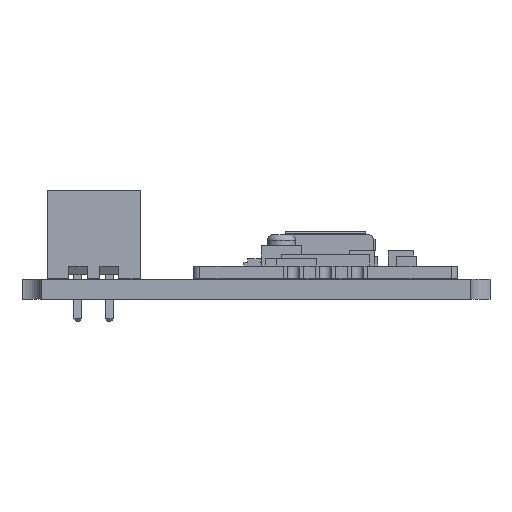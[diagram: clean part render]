
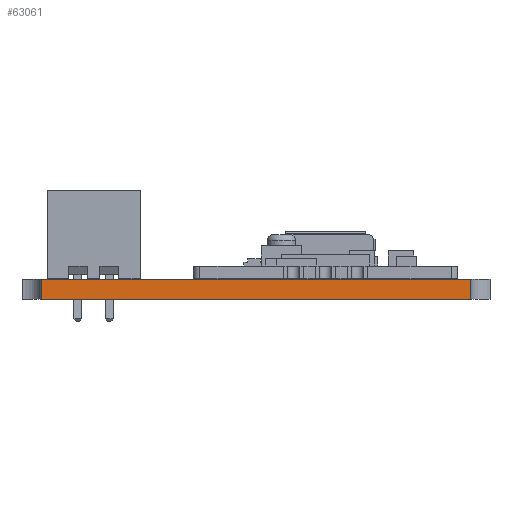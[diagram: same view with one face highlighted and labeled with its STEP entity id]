
A CAD part, front view. The second image highlights one B-rep face of the part: STEP entity #63061.
In plain terms, the highlighted planar face has unit normal (0, -1, 0).
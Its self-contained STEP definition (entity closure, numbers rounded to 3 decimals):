
#58428 = CYLINDRICAL_SURFACE('',#58429,1.524);
#58429 = AXIS2_PLACEMENT_3D('',#58430,#58431,#58432);
#58430 = CARTESIAN_POINT('',(143.51,-120.523,0.));
#58431 = DIRECTION('',(-0.,-0.,-1.));
#58432 = DIRECTION('',(1.,0.,-0.));
#58456 = PLANE('',#58457);
#58457 = AXIS2_PLACEMENT_3D('',#58458,#58459,#58460);
#58458 = CARTESIAN_POINT('',(162.116,-94.425,1.6));
#58459 = DIRECTION('',(-0.,-0.,-1.));
#58460 = DIRECTION('',(-1.,0.,0.));
#58510 = PLANE('',#58511);
#58511 = AXIS2_PLACEMENT_3D('',#58512,#58513,#58514);
#58512 = CARTESIAN_POINT('',(162.116,-94.425,0.));
#58513 = DIRECTION('',(-0.,-0.,-1.));
#58514 = DIRECTION('',(-1.,0.,0.));
#58525 = EDGE_CURVE('',#58526,#58528,#58530,.T.);
#58526 = VERTEX_POINT('',#58527);
#58527 = CARTESIAN_POINT('',(145.034,-120.523,0.));
#58528 = VERTEX_POINT('',#58529);
#58529 = CARTESIAN_POINT('',(145.034,-120.523,1.6));
#58530 = SURFACE_CURVE('',#58531,(#58535,#58542),.PCURVE_S1.);
#58531 = LINE('',#58532,#58533);
#58532 = CARTESIAN_POINT('',(145.034,-120.523,0.));
#58533 = VECTOR('',#58534,1.);
#58534 = DIRECTION('',(0.,0.,1.));
#58535 = PCURVE('',#58428,#58536);
#58536 = DEFINITIONAL_REPRESENTATION('',(#58537),#58541);
#58537 = LINE('',#58538,#58539);
#58538 = CARTESIAN_POINT('',(-0.,0.));
#58539 = VECTOR('',#58540,1.);
#58540 = DIRECTION('',(-0.,-1.));
#58541 = ( GEOMETRIC_REPRESENTATION_CONTEXT(2) 
PARAMETRIC_REPRESENTATION_CONTEXT() REPRESENTATION_CONTEXT('2D SPACE',''
  ) );
#58542 = PCURVE('',#58543,#58548);
#58543 = PLANE('',#58544);
#58544 = AXIS2_PLACEMENT_3D('',#58545,#58546,#58547);
#58545 = CARTESIAN_POINT('',(179.197,-120.523,0.));
#58546 = DIRECTION('',(0.,-1.,0.));
#58547 = DIRECTION('',(-1.,0.,0.));
#58548 = DEFINITIONAL_REPRESENTATION('',(#58549),#58553);
#58549 = LINE('',#58550,#58551);
#58550 = CARTESIAN_POINT('',(34.163,0.));
#58551 = VECTOR('',#58552,1.);
#58552 = DIRECTION('',(0.,-1.));
#58553 = ( GEOMETRIC_REPRESENTATION_CONTEXT(2) 
PARAMETRIC_REPRESENTATION_CONTEXT() REPRESENTATION_CONTEXT('2D SPACE',''
  ) );
#58784 = VERTEX_POINT('',#58785);
#58785 = CARTESIAN_POINT('',(179.197,-120.523,0.));
#58804 = CYLINDRICAL_SURFACE('',#58805,1.524);
#58805 = AXIS2_PLACEMENT_3D('',#58806,#58807,#58808);
#58806 = CARTESIAN_POINT('',(180.721,-120.523,0.));
#58807 = DIRECTION('',(-0.,-0.,-1.));
#58808 = DIRECTION('',(1.,0.,-0.));
#58816 = EDGE_CURVE('',#58784,#58526,#58817,.T.);
#58817 = SURFACE_CURVE('',#58818,(#58822,#58829),.PCURVE_S1.);
#58818 = LINE('',#58819,#58820);
#58819 = CARTESIAN_POINT('',(179.197,-120.523,0.));
#58820 = VECTOR('',#58821,1.);
#58821 = DIRECTION('',(-1.,0.,0.));
#58822 = PCURVE('',#58510,#58823);
#58823 = DEFINITIONAL_REPRESENTATION('',(#58824),#58828);
#58824 = LINE('',#58825,#58826);
#58825 = CARTESIAN_POINT('',(-17.082,-26.099));
#58826 = VECTOR('',#58827,1.);
#58827 = DIRECTION('',(1.,0.));
#58828 = ( GEOMETRIC_REPRESENTATION_CONTEXT(2) 
PARAMETRIC_REPRESENTATION_CONTEXT() REPRESENTATION_CONTEXT('2D SPACE',''
  ) );
#58829 = PCURVE('',#58543,#58830);
#58830 = DEFINITIONAL_REPRESENTATION('',(#58831),#58835);
#58831 = LINE('',#58832,#58833);
#58832 = CARTESIAN_POINT('',(0.,-0.));
#58833 = VECTOR('',#58834,1.);
#58834 = DIRECTION('',(1.,0.));
#58835 = ( GEOMETRIC_REPRESENTATION_CONTEXT(2) 
PARAMETRIC_REPRESENTATION_CONTEXT() REPRESENTATION_CONTEXT('2D SPACE',''
  ) );
#61123 = VERTEX_POINT('',#61124);
#61124 = CARTESIAN_POINT('',(179.197,-120.523,1.6));
#61150 = EDGE_CURVE('',#61123,#58528,#61151,.T.);
#61151 = SURFACE_CURVE('',#61152,(#61156,#61163),.PCURVE_S1.);
#61152 = LINE('',#61153,#61154);
#61153 = CARTESIAN_POINT('',(179.197,-120.523,1.6));
#61154 = VECTOR('',#61155,1.);
#61155 = DIRECTION('',(-1.,0.,0.));
#61156 = PCURVE('',#58456,#61157);
#61157 = DEFINITIONAL_REPRESENTATION('',(#61158),#61162);
#61158 = LINE('',#61159,#61160);
#61159 = CARTESIAN_POINT('',(-17.082,-26.099));
#61160 = VECTOR('',#61161,1.);
#61161 = DIRECTION('',(1.,0.));
#61162 = ( GEOMETRIC_REPRESENTATION_CONTEXT(2) 
PARAMETRIC_REPRESENTATION_CONTEXT() REPRESENTATION_CONTEXT('2D SPACE',''
  ) );
#61163 = PCURVE('',#58543,#61164);
#61164 = DEFINITIONAL_REPRESENTATION('',(#61165),#61169);
#61165 = LINE('',#61166,#61167);
#61166 = CARTESIAN_POINT('',(0.,-1.6));
#61167 = VECTOR('',#61168,1.);
#61168 = DIRECTION('',(1.,0.));
#61169 = ( GEOMETRIC_REPRESENTATION_CONTEXT(2) 
PARAMETRIC_REPRESENTATION_CONTEXT() REPRESENTATION_CONTEXT('2D SPACE',''
  ) );
#63061 = ADVANCED_FACE('',(#63062),#58543,.T.);
#63062 = FACE_BOUND('',#63063,.T.);
#63063 = EDGE_LOOP('',(#63064,#63085,#63086,#63087));
#63064 = ORIENTED_EDGE('',*,*,#63065,.T.);
#63065 = EDGE_CURVE('',#58784,#61123,#63066,.T.);
#63066 = SURFACE_CURVE('',#63067,(#63071,#63078),.PCURVE_S1.);
#63067 = LINE('',#63068,#63069);
#63068 = CARTESIAN_POINT('',(179.197,-120.523,0.));
#63069 = VECTOR('',#63070,1.);
#63070 = DIRECTION('',(0.,0.,1.));
#63071 = PCURVE('',#58543,#63072);
#63072 = DEFINITIONAL_REPRESENTATION('',(#63073),#63077);
#63073 = LINE('',#63074,#63075);
#63074 = CARTESIAN_POINT('',(0.,-0.));
#63075 = VECTOR('',#63076,1.);
#63076 = DIRECTION('',(0.,-1.));
#63077 = ( GEOMETRIC_REPRESENTATION_CONTEXT(2) 
PARAMETRIC_REPRESENTATION_CONTEXT() REPRESENTATION_CONTEXT('2D SPACE',''
  ) );
#63078 = PCURVE('',#58804,#63079);
#63079 = DEFINITIONAL_REPRESENTATION('',(#63080),#63084);
#63080 = LINE('',#63081,#63082);
#63081 = CARTESIAN_POINT('',(-3.142,0.));
#63082 = VECTOR('',#63083,1.);
#63083 = DIRECTION('',(-0.,-1.));
#63084 = ( GEOMETRIC_REPRESENTATION_CONTEXT(2) 
PARAMETRIC_REPRESENTATION_CONTEXT() REPRESENTATION_CONTEXT('2D SPACE',''
  ) );
#63085 = ORIENTED_EDGE('',*,*,#61150,.T.);
#63086 = ORIENTED_EDGE('',*,*,#58525,.F.);
#63087 = ORIENTED_EDGE('',*,*,#58816,.F.);
